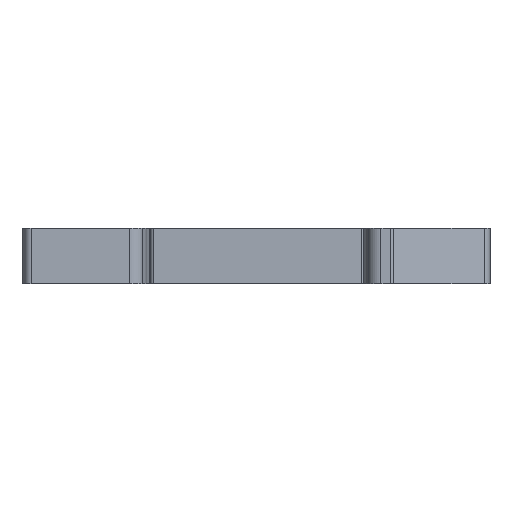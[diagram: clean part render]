
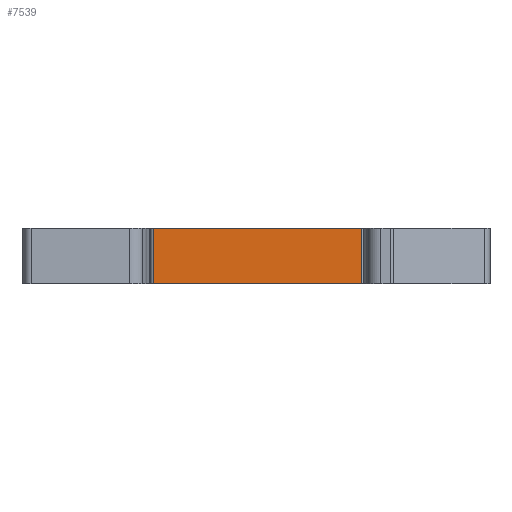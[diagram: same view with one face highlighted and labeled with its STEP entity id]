
A CAD part, front view. The second image highlights one B-rep face of the part: STEP entity #7539.
In plain terms, the highlighted planar face has unit normal (0, -1, 0).
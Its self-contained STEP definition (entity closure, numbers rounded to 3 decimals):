
#728=DIRECTION('',(1.,0.,0.));
#729=VECTOR('',#728,30.895);
#730=CARTESIAN_POINT('',(419.332,4.332,0.));
#731=LINE('',#730,#729);
#1183=DIRECTION('',(-1.,0.,0.));
#1184=VECTOR('',#1183,30.895);
#1185=CARTESIAN_POINT('',(450.228,4.332,8.2));
#1186=LINE('',#1185,#1184);
#2902=DIRECTION('',(0.,0.,-1.));
#2903=VECTOR('',#2902,8.2);
#2904=CARTESIAN_POINT('',(419.332,4.332,8.2));
#2905=LINE('',#2904,#2903);
#2906=DIRECTION('',(0.,0.,-1.));
#2907=VECTOR('',#2906,8.2);
#2908=CARTESIAN_POINT('',(450.228,4.332,8.2));
#2909=LINE('',#2908,#2907);
#3559=CARTESIAN_POINT('',(419.332,4.332,0.));
#3560=VERTEX_POINT('',#3559);
#3561=CARTESIAN_POINT('',(450.228,4.332,0.));
#3562=VERTEX_POINT('',#3561);
#3767=CARTESIAN_POINT('',(450.228,4.332,8.2));
#3768=VERTEX_POINT('',#3767);
#3769=CARTESIAN_POINT('',(419.332,4.332,8.2));
#3770=VERTEX_POINT('',#3769);
#7527=CARTESIAN_POINT('',(419.332,4.332,0.));
#7528=DIRECTION('',(0.,-1.,0.));
#7529=DIRECTION('',(1.,0.,0.));
#7530=AXIS2_PLACEMENT_3D('',#7527,#7528,#7529);
#7531=PLANE('',#7530);
#7532=ORIENTED_EDGE('',*,*,#4826,.F.);
#7534=ORIENTED_EDGE('',*,*,#7533,.T.);
#7535=ORIENTED_EDGE('',*,*,#4585,.F.);
#7536=ORIENTED_EDGE('',*,*,#7522,.F.);
#7537=EDGE_LOOP('',(#7532,#7534,#7535,#7536));
#7538=FACE_OUTER_BOUND('',#7537,.F.);
#4585=EDGE_CURVE('',#3560,#3562,#731,.T.);
#4826=EDGE_CURVE('',#3768,#3770,#1186,.T.);
#7522=EDGE_CURVE('',#3770,#3560,#2905,.T.);
#7533=EDGE_CURVE('',#3768,#3562,#2909,.T.);
#7539=ADVANCED_FACE('',(#7538),#7531,.T.);
